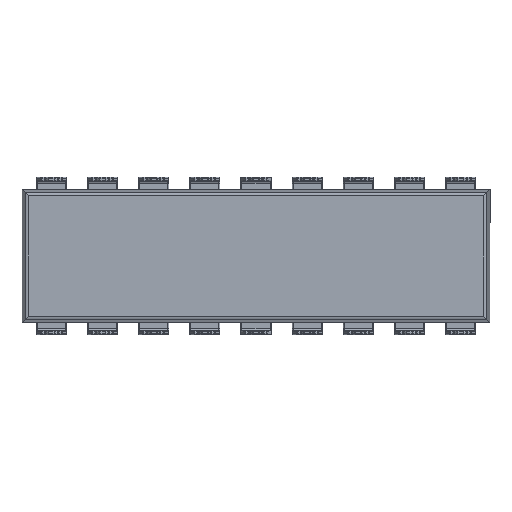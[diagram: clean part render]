
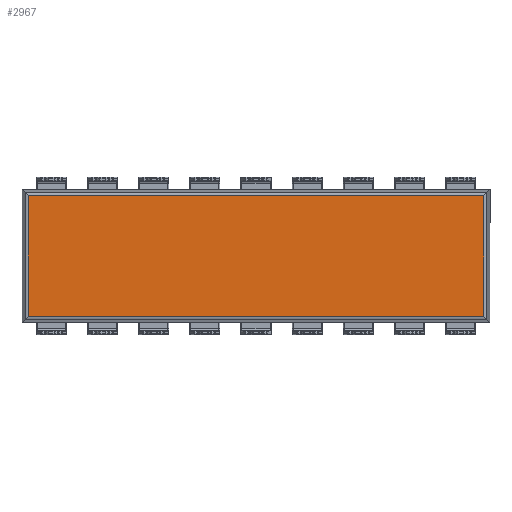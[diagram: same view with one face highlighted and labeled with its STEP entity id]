
A CAD part, front view. The second image highlights one B-rep face of the part: STEP entity #2967.
In plain terms, the highlighted face is planar.
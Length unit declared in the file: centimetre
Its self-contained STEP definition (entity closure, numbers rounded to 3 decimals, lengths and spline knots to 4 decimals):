
#2949 = EDGE_CURVE ( 'NONE', #3060, #3061, #4288, .T. ) ;
#2967 = ADVANCED_FACE ( 'NONE', ( #4321 ), #4328, .T. ) ;
#2969 = ORIENTED_EDGE ( 'NONE', *, *, #2949, .T. ) ;
#3044 = ORIENTED_EDGE ( 'NONE', *, *, #3148, .T. ) ;
#3050 = ORIENTED_EDGE ( 'NONE', *, *, #3147, .T. ) ;
#3051 = ORIENTED_EDGE ( 'NONE', *, *, #3153, .T. ) ;
#3053 = EDGE_LOOP ( 'NONE', ( #3044, #3051, #2969, #3050 ) ) ;
#3060 = VERTEX_POINT ( 'NONE', #4647 ) ;
#3061 = VERTEX_POINT ( 'NONE', #4656 ) ;
#3147 = EDGE_CURVE ( 'NONE', #3061, #3150, #4864, .T. ) ;
#3148 = EDGE_CURVE ( 'NONE', #3150, #3149, #4845, .T. ) ;
#3149 = VERTEX_POINT ( 'NONE', #4853 ) ;
#3150 = VERTEX_POINT ( 'NONE', #4856 ) ;
#3153 = EDGE_CURVE ( 'NONE', #3149, #3060, #4859, .T. ) ;
#4270 = DIRECTION ( 'NONE',  ( 0., 0., -1. ) ) ;
#4284 = DIRECTION ( 'NONE',  ( 0., 1., 0. ) ) ;
#4285 = VECTOR ( 'NONE', #4284, 100. ) ;
#4286 = CARTESIAN_POINT ( 'NONE',  ( -1.132, -0.33, 0.038 ) ) ;
#4288 = LINE ( 'NONE', #4286, #4285 ) ;
#4321 = FACE_OUTER_BOUND ( 'NONE', #3053, .T. ) ;
#4322 = DIRECTION ( 'NONE',  ( -1., 0., 0. ) ) ;
#4323 = AXIS2_PLACEMENT_3D ( 'NONE', #4327, #4270, #4322 ) ;
#4327 = CARTESIAN_POINT ( 'NONE',  ( 0., -0.33, 0.038 ) ) ;
#4328 = PLANE ( 'NONE',  #4323 ) ;
#4647 = CARTESIAN_POINT ( 'NONE',  ( -1.132, -0.3, 0.038 ) ) ;
#4656 = CARTESIAN_POINT ( 'NONE',  ( -1.132, 0.3, 0.038 ) ) ;
#4833 = DIRECTION ( 'NONE',  ( -1., 0., 0. ) ) ;
#4839 = VECTOR ( 'NONE', #4833, 100. ) ;
#4840 = CARTESIAN_POINT ( 'NONE',  ( 0., -0.3, 0.038 ) ) ;
#4841 = DIRECTION ( 'NONE',  ( 0., -1., 0. ) ) ;
#4842 = VECTOR ( 'NONE', #4841, 100. ) ;
#4843 = CARTESIAN_POINT ( 'NONE',  ( 1.132, -0.33, 0.038 ) ) ;
#4845 = LINE ( 'NONE', #4843, #4842 ) ;
#4853 = CARTESIAN_POINT ( 'NONE',  ( 1.132, -0.3, 0.038 ) ) ;
#4854 = DIRECTION ( 'NONE',  ( 1., 0., 0. ) ) ;
#4855 = VECTOR ( 'NONE', #4854, 100. ) ;
#4856 = CARTESIAN_POINT ( 'NONE',  ( 1.132, 0.3, 0.038 ) ) ;
#4859 = LINE ( 'NONE', #4840, #4839 ) ;
#4863 = CARTESIAN_POINT ( 'NONE',  ( 0., 0.3, 0.038 ) ) ;
#4864 = LINE ( 'NONE', #4863, #4855 ) ;
